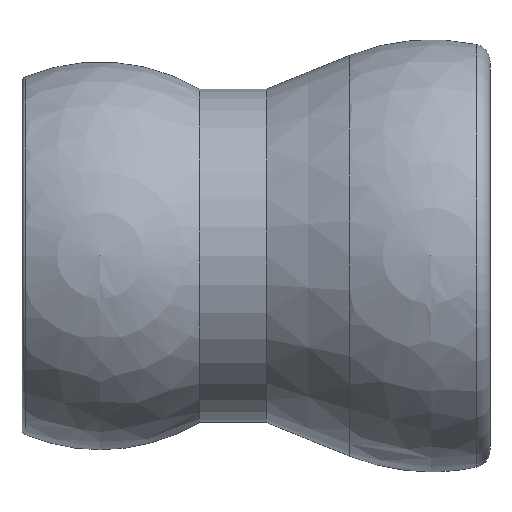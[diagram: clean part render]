
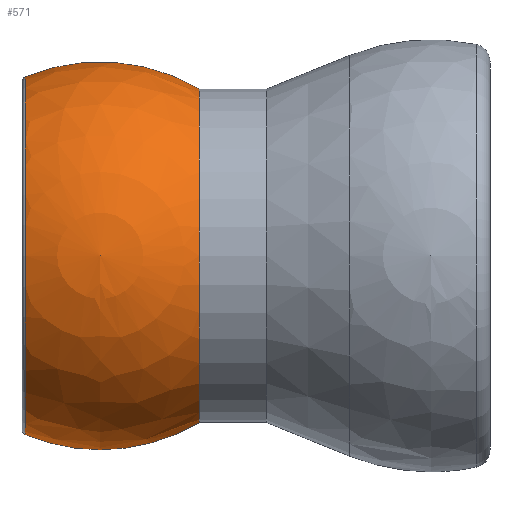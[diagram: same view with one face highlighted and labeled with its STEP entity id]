
A CAD part, front view. The second image highlights one B-rep face of the part: STEP entity #571.
In plain terms, the highlighted spherical face has radius 13.945 mm.
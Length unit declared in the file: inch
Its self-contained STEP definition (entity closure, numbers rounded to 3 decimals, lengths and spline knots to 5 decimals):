
#18 = CARTESIAN_POINT ( 'NONE',  ( -0.82311, 0., 0.472 ) ) ;
#42 = DIRECTION ( 'NONE',  ( 0., 1., 0. ) ) ;
#43 = DIRECTION ( 'NONE',  ( 0., 0., 1. ) ) ;
#61 = CARTESIAN_POINT ( 'NONE',  ( -1.1035, 0., 0. ) ) ;
#62 = AXIS2_PLACEMENT_3D ( 'NONE', #61, #42, #43 ) ;
#63 = CIRCLE ( 'NONE', #62, 0.549 ) ;
#83 = DIRECTION ( 'NONE',  ( 0., 0., -1. ) ) ;
#84 = DIRECTION ( 'NONE',  ( 1., 0., 0. ) ) ;
#85 = CARTESIAN_POINT ( 'NONE',  ( -0.82311, 0., 0. ) ) ;
#86 = AXIS2_PLACEMENT_3D ( 'NONE', #85, #84, #83 ) ;
#87 = CIRCLE ( 'NONE', #86, 0.472 ) ;
#88 = CARTESIAN_POINT ( 'NONE',  ( -0.82311, 0., -0.472 ) ) ;
#294 = CARTESIAN_POINT ( 'NONE',  ( -1.3158, 0., -0.50629 ) ) ;
#347 = DIRECTION ( 'NONE',  ( 0., 0., -1. ) ) ;
#348 = DIRECTION ( 'NONE',  ( 1., 0., 0. ) ) ;
#349 = CARTESIAN_POINT ( 'NONE',  ( -1.3158, 0., 0. ) ) ;
#350 = AXIS2_PLACEMENT_3D ( 'NONE', #349, #348, #347 ) ;
#351 = CIRCLE ( 'NONE', #350, 0.50629 ) ;
#380 = CARTESIAN_POINT ( 'NONE',  ( -1.3158, 0., 0.50629 ) ) ;
#386 = DIRECTION ( 'NONE',  ( 0., 0., -1. ) ) ;
#387 = DIRECTION ( 'NONE',  ( 0., 1., 0. ) ) ;
#388 = CARTESIAN_POINT ( 'NONE',  ( -1.1035, 0., 0. ) ) ;
#389 = AXIS2_PLACEMENT_3D ( 'NONE', #388, #387, #386 ) ;
#390 = SPHERICAL_SURFACE ( 'NONE', #389, 0.549 ) ;
#391 = FACE_OUTER_BOUND ( 'NONE', #572, .T. ) ;
#458 = DIRECTION ( 'NONE',  ( 0., 0., -1. ) ) ;
#459 = DIRECTION ( 'NONE',  ( 0., -1., 0. ) ) ;
#460 = AXIS2_PLACEMENT_3D ( 'NONE', #468, #459, #458 ) ;
#468 = CARTESIAN_POINT ( 'NONE',  ( -1.1035, 0., 0. ) ) ;
#469 = CIRCLE ( 'NONE', #460, 0.549 ) ;
#532 = VERTEX_POINT ( 'NONE', #294 ) ;
#571 = ADVANCED_FACE ( 'NONE', ( #391 ), #390, .T. ) ;
#572 = EDGE_LOOP ( 'NONE', ( #588, #589, #636, #637 ) ) ;
#575 = VERTEX_POINT ( 'NONE', #380 ) ;
#588 = ORIENTED_EDGE ( 'NONE', *, *, #685, .F. ) ;
#589 = ORIENTED_EDGE ( 'NONE', *, *, #590, .T. ) ;
#590 = EDGE_CURVE ( 'NONE', #575, #532, #351, .T. ) ;
#614 = EDGE_CURVE ( 'NONE', #532, #657, #469, .T. ) ;
#636 = ORIENTED_EDGE ( 'NONE', *, *, #614, .T. ) ;
#637 = ORIENTED_EDGE ( 'NONE', *, *, #653, .F. ) ;
#653 = EDGE_CURVE ( 'NONE', #675, #657, #87, .T. ) ;
#657 = VERTEX_POINT ( 'NONE', #88 ) ;
#675 = VERTEX_POINT ( 'NONE', #18 ) ;
#685 = EDGE_CURVE ( 'NONE', #575, #675, #63, .T. ) ;
